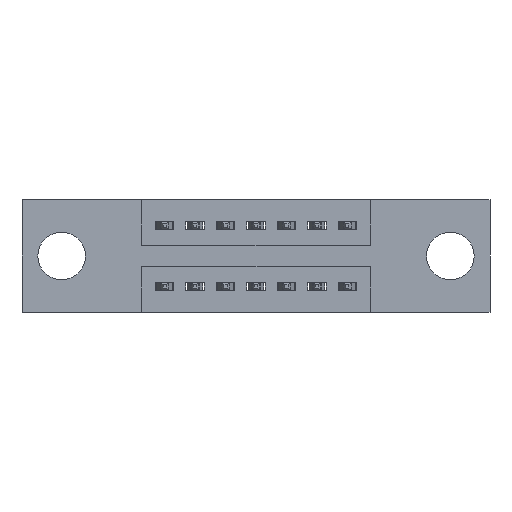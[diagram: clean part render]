
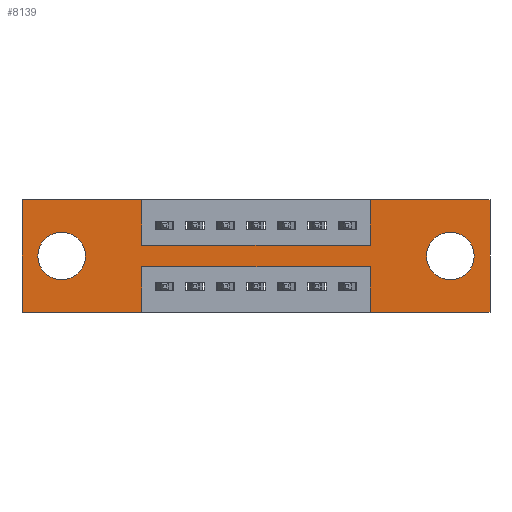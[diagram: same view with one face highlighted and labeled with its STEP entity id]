
A CAD part, front view. The second image highlights one B-rep face of the part: STEP entity #8139.
In plain terms, the highlighted planar face has unit normal (0, -1, 0).
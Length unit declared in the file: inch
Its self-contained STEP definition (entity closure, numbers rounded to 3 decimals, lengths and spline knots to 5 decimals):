
#22 = ORIENTED_EDGE ( 'NONE', *, *, #10063, .F. ) ;
#26 = AXIS2_PLACEMENT_3D ( 'NONE', #8564, #8662, #1268 ) ;
#81 = VECTOR ( 'NONE', #5908, 39.37008 ) ;
#105 = CARTESIAN_POINT ( 'NONE',  ( 0.3925, 0., -0.22 ) ) ;
#158 = CARTESIAN_POINT ( 'NONE',  ( 0., 0., -0.37 ) ) ;
#260 = DIRECTION ( 'NONE',  ( 0., 0., 1. ) ) ;
#371 = CARTESIAN_POINT ( 'NONE',  ( 0., 0., 0. ) ) ;
#478 = EDGE_CURVE ( 'NONE', #8823, #5878, #7352, .T. ) ;
#646 = LINE ( 'NONE', #9655, #3860 ) ;
#1051 = CARTESIAN_POINT ( 'NONE',  ( 0.3925, 0., -0.37 ) ) ;
#1083 = VERTEX_POINT ( 'NONE', #9278 ) ;
#1210 = ORIENTED_EDGE ( 'NONE', *, *, #6602, .F. ) ;
#1268 = DIRECTION ( 'NONE',  ( 0., 0., 1. ) ) ;
#1399 = CARTESIAN_POINT ( 'NONE',  ( 1.1425, 0., -0.22 ) ) ;
#1461 = CARTESIAN_POINT ( 'NONE',  ( 0., 0., -0.37 ) ) ;
#1465 = CARTESIAN_POINT ( 'NONE',  ( 1.1425, 0., 0. ) ) ;
#1476 = EDGE_CURVE ( 'NONE', #3255, #3524, #2676, .T. ) ;
#1857 = ORIENTED_EDGE ( 'NONE', *, *, #8687, .T. ) ;
#1874 = DIRECTION ( 'NONE',  ( -1., 0., 0. ) ) ;
#1913 = CIRCLE ( 'NONE', #26, 0.078 ) ;
#1924 = FACE_BOUND ( 'NONE', #7672, .T. ) ;
#1928 = EDGE_CURVE ( 'NONE', #1083, #8823, #10114, .T. ) ;
#2069 = VERTEX_POINT ( 'NONE', #1461 ) ;
#2178 = CARTESIAN_POINT ( 'NONE',  ( 0.3925, 0., -0.15 ) ) ;
#2328 = EDGE_LOOP ( 'NONE', ( #6617, #6255 ) ) ;
#2442 = EDGE_CURVE ( 'NONE', #4585, #6125, #646, .T. ) ;
#2445 = VERTEX_POINT ( 'NONE', #1399 ) ;
#2605 = DIRECTION ( 'NONE',  ( -1., 0., 0. ) ) ;
#2658 = EDGE_CURVE ( 'NONE', #5408, #2069, #3209, .T. ) ;
#2676 = LINE ( 'NONE', #158, #9022 ) ;
#2878 = CARTESIAN_POINT ( 'NONE',  ( 0.3925, 0., -0.37 ) ) ;
#3094 = LINE ( 'NONE', #10501, #6306 ) ;
#3209 = LINE ( 'NONE', #5812, #10239 ) ;
#3255 = VERTEX_POINT ( 'NONE', #9873 ) ;
#3358 = DIRECTION ( 'NONE',  ( 0., 0., -1. ) ) ;
#3387 = ORIENTED_EDGE ( 'NONE', *, *, #1928, .F. ) ;
#3402 = VERTEX_POINT ( 'NONE', #7491 ) ;
#3417 = CARTESIAN_POINT ( 'NONE',  ( 0.3925, 0., 0. ) ) ;
#3461 = VECTOR ( 'NONE', #6309, 39.37008 ) ;
#3485 = VECTOR ( 'NONE', #6664, 39.37008 ) ;
#3491 = DIRECTION ( 'NONE',  ( 0., 0., -1. ) ) ;
#3524 = VERTEX_POINT ( 'NONE', #10236 ) ;
#3536 = VERTEX_POINT ( 'NONE', #9374 ) ;
#3565 = ORIENTED_EDGE ( 'NONE', *, *, #5681, .F. ) ;
#3605 = LINE ( 'NONE', #7006, #4108 ) ;
#3686 = EDGE_CURVE ( 'NONE', #6125, #3255, #3094, .T. ) ;
#3695 = DIRECTION ( 'NONE',  ( 0., 0., 1. ) ) ;
#3860 = VECTOR ( 'NONE', #4510, 39.37008 ) ;
#3919 = VECTOR ( 'NONE', #2605, 39.37008 ) ;
#4108 = VECTOR ( 'NONE', #4450, 39.37008 ) ;
#4158 = ORIENTED_EDGE ( 'NONE', *, *, #2442, .F. ) ;
#4207 = CARTESIAN_POINT ( 'NONE',  ( 0.3925, 0., -0.15 ) ) ;
#4243 = EDGE_CURVE ( 'NONE', #5129, #5408, #8223, .T. ) ;
#4258 = ORIENTED_EDGE ( 'NONE', *, *, #3686, .F. ) ;
#4450 = DIRECTION ( 'NONE',  ( 0., 0., 1. ) ) ;
#4506 = VERTEX_POINT ( 'NONE', #5671 ) ;
#4510 = DIRECTION ( 'NONE',  ( 1., 0., 0. ) ) ;
#4585 = VERTEX_POINT ( 'NONE', #1465 ) ;
#4592 = LINE ( 'NONE', #7800, #10022 ) ;
#4650 = DIRECTION ( 'NONE',  ( 0., 1., 0. ) ) ;
#4653 = DIRECTION ( 'NONE',  ( 1., 0., 0. ) ) ;
#4742 = CARTESIAN_POINT ( 'NONE',  ( 1.1425, 0., -0.15 ) ) ;
#4832 = DIRECTION ( 'NONE',  ( -1., 0., 0. ) ) ;
#4920 = ORIENTED_EDGE ( 'NONE', *, *, #10037, .F. ) ;
#4969 = ORIENTED_EDGE ( 'NONE', *, *, #478, .F. ) ;
#5074 = CARTESIAN_POINT ( 'NONE',  ( 0.13, 0., -0.107 ) ) ;
#5129 = VERTEX_POINT ( 'NONE', #105 ) ;
#5186 = ORIENTED_EDGE ( 'NONE', *, *, #1476, .F. ) ;
#5189 = AXIS2_PLACEMENT_3D ( 'NONE', #6073, #4650, #6131 ) ;
#5306 = CARTESIAN_POINT ( 'NONE',  ( 0., 0., 0. ) ) ;
#5408 = VERTEX_POINT ( 'NONE', #2878 ) ;
#5671 = CARTESIAN_POINT ( 'NONE',  ( 1.405, 0., -0.107 ) ) ;
#5681 = EDGE_CURVE ( 'NONE', #2445, #5129, #5956, .T. ) ;
#5812 = CARTESIAN_POINT ( 'NONE',  ( 0., 0., -0.37 ) ) ;
#5878 = VERTEX_POINT ( 'NONE', #4742 ) ;
#5908 = DIRECTION ( 'NONE',  ( 0., 0., -1. ) ) ;
#5924 = FACE_BOUND ( 'NONE', #2328, .T. ) ;
#5940 = CARTESIAN_POINT ( 'NONE',  ( 1.535, 0., 0. ) ) ;
#5956 = LINE ( 'NONE', #7414, #3919 ) ;
#6073 = CARTESIAN_POINT ( 'NONE',  ( 1.405, 0., -0.185 ) ) ;
#6119 = ORIENTED_EDGE ( 'NONE', *, *, #8356, .F. ) ;
#6125 = VERTEX_POINT ( 'NONE', #5940 ) ;
#6131 = DIRECTION ( 'NONE',  ( 0., 0., -1. ) ) ;
#6255 = ORIENTED_EDGE ( 'NONE', *, *, #8739, .T. ) ;
#6306 = VECTOR ( 'NONE', #7970, 39.37008 ) ;
#6309 = DIRECTION ( 'NONE',  ( 0., 0., 1. ) ) ;
#6355 = LINE ( 'NONE', #371, #3461 ) ;
#6602 = EDGE_CURVE ( 'NONE', #5878, #4585, #3605, .T. ) ;
#6617 = ORIENTED_EDGE ( 'NONE', *, *, #9451, .T. ) ;
#6663 = EDGE_LOOP ( 'NONE', ( #7357, #3565, #22, #5186, #4258, #4158, #1210, #4969, #3387, #4920, #6119, #7655 ) ) ;
#6664 = DIRECTION ( 'NONE',  ( 1., 0., 0. ) ) ;
#6678 = DIRECTION ( 'NONE',  ( 0., 1., 0. ) ) ;
#6742 = FACE_OUTER_BOUND ( 'NONE', #6663, .T. ) ;
#6851 = CARTESIAN_POINT ( 'NONE',  ( 1.405, 0., -0.185 ) ) ;
#6902 = DIRECTION ( 'NONE',  ( 0., 0., -1. ) ) ;
#7006 = CARTESIAN_POINT ( 'NONE',  ( 1.1425, 0., 0. ) ) ;
#7352 = LINE ( 'NONE', #4207, #3485 ) ;
#7357 = ORIENTED_EDGE ( 'NONE', *, *, #4243, .F. ) ;
#7414 = CARTESIAN_POINT ( 'NONE',  ( 0.3925, 0., -0.22 ) ) ;
#7444 = AXIS2_PLACEMENT_3D ( 'NONE', #6851, #9167, #6902 ) ;
#7491 = CARTESIAN_POINT ( 'NONE',  ( 0.13, 0., -0.263 ) ) ;
#7641 = CARTESIAN_POINT ( 'NONE',  ( 0.13, 0., -0.185 ) ) ;
#7655 = ORIENTED_EDGE ( 'NONE', *, *, #2658, .F. ) ;
#7672 = EDGE_LOOP ( 'NONE', ( #1857, #8923 ) ) ;
#7800 = CARTESIAN_POINT ( 'NONE',  ( 0., 0., 0. ) ) ;
#7970 = DIRECTION ( 'NONE',  ( 0., 0., -1. ) ) ;
#8139 = ADVANCED_FACE ( 'NONE', ( #5924, #1924, #6742 ), #9223, .T. ) ;
#8223 = LINE ( 'NONE', #1051, #10300 ) ;
#8356 = EDGE_CURVE ( 'NONE', #2069, #8782, #6355, .T. ) ;
#8526 = VERTEX_POINT ( 'NONE', #5074 ) ;
#8564 = CARTESIAN_POINT ( 'NONE',  ( 0.13, 0., -0.185 ) ) ;
#8662 = DIRECTION ( 'NONE',  ( 0., 1., 0. ) ) ;
#8687 = EDGE_CURVE ( 'NONE', #8526, #3402, #8982, .T. ) ;
#8739 = EDGE_CURVE ( 'NONE', #3536, #4506, #10351, .T. ) ;
#8745 = EDGE_CURVE ( 'NONE', #3402, #8526, #1913, .T. ) ;
#8773 = CARTESIAN_POINT ( 'NONE',  ( 1.1425, 0., -0.37 ) ) ;
#8782 = VERTEX_POINT ( 'NONE', #5306 ) ;
#8823 = VERTEX_POINT ( 'NONE', #2178 ) ;
#8923 = ORIENTED_EDGE ( 'NONE', *, *, #8745, .T. ) ;
#8982 = CIRCLE ( 'NONE', #9843, 0.078 ) ;
#9022 = VECTOR ( 'NONE', #1874, 39.37008 ) ;
#9167 = DIRECTION ( 'NONE',  ( 0., 1., 0. ) ) ;
#9223 = PLANE ( 'NONE',  #10517 ) ;
#9272 = CARTESIAN_POINT ( 'NONE',  ( 0., 0., -0.37 ) ) ;
#9278 = CARTESIAN_POINT ( 'NONE',  ( 0.3925, 0., 0. ) ) ;
#9339 = CIRCLE ( 'NONE', #7444, 0.078 ) ;
#9374 = CARTESIAN_POINT ( 'NONE',  ( 1.405, 0., -0.263 ) ) ;
#9375 = DIRECTION ( 'NONE',  ( 0., -1., 0. ) ) ;
#9451 = EDGE_CURVE ( 'NONE', #4506, #3536, #9339, .T. ) ;
#9655 = CARTESIAN_POINT ( 'NONE',  ( 0., 0., 0. ) ) ;
#9843 = AXIS2_PLACEMENT_3D ( 'NONE', #7641, #6678, #260 ) ;
#9873 = CARTESIAN_POINT ( 'NONE',  ( 1.535, 0., -0.37 ) ) ;
#10022 = VECTOR ( 'NONE', #4653, 39.37008 ) ;
#10037 = EDGE_CURVE ( 'NONE', #8782, #1083, #4592, .T. ) ;
#10063 = EDGE_CURVE ( 'NONE', #3524, #2445, #10442, .T. ) ;
#10114 = LINE ( 'NONE', #3417, #81 ) ;
#10196 = VECTOR ( 'NONE', #3695, 39.37008 ) ;
#10236 = CARTESIAN_POINT ( 'NONE',  ( 1.1425, 0., -0.37 ) ) ;
#10239 = VECTOR ( 'NONE', #4832, 39.37008 ) ;
#10300 = VECTOR ( 'NONE', #3358, 39.37008 ) ;
#10351 = CIRCLE ( 'NONE', #5189, 0.078 ) ;
#10442 = LINE ( 'NONE', #8773, #10196 ) ;
#10501 = CARTESIAN_POINT ( 'NONE',  ( 1.535, 0., 0. ) ) ;
#10517 = AXIS2_PLACEMENT_3D ( 'NONE', #9272, #9375, #3491 ) ;
